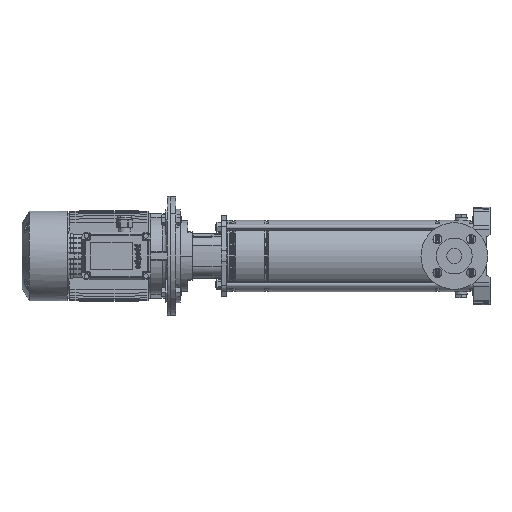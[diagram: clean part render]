
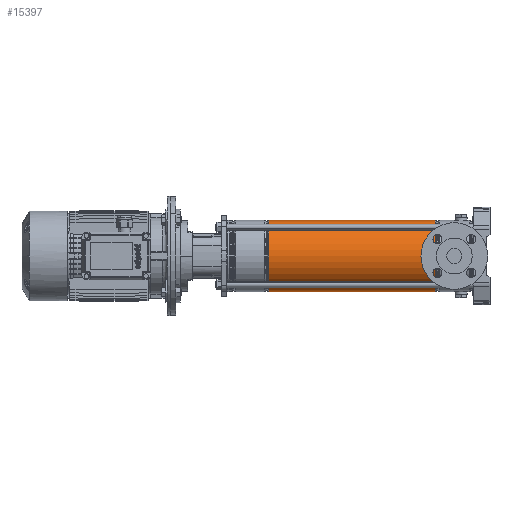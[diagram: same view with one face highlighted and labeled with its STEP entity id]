
A CAD part, left-side view. The second image highlights one B-rep face of the part: STEP entity #15397.
In plain terms, the highlighted cylindrical face has radius 74.9 mm (diameter 149.8 mm), a partial arc.
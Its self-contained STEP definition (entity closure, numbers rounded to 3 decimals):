
#852 = CIRCLE ( 'NONE', #11538, 74.9 ) ;
#1050 = DIRECTION ( 'NONE',  ( 0., 0., -1. ) ) ;
#1077 = LINE ( 'NONE', #41239, #38162 ) ;
#4707 = LINE ( 'NONE', #44143, #12068 ) ;
#6947 = EDGE_LOOP ( 'NONE', ( #58062, #66674, #17856, #46348 ) ) ;
#7104 = CARTESIAN_POINT ( 'NONE',  ( 0., 0., 87.279 ) ) ;
#10270 = DIRECTION ( 'NONE',  ( 0., 0., -1. ) ) ;
#10534 = AXIS2_PLACEMENT_3D ( 'NONE', #49699, #10270, #16594 ) ;
#11443 = DIRECTION ( 'NONE',  ( 1., 0., 0. ) ) ;
#11538 = AXIS2_PLACEMENT_3D ( 'NONE', #46055, #1050, #11443 ) ;
#12068 = VECTOR ( 'NONE', #34439, 1000. ) ;
#13848 = CIRCLE ( 'NONE', #19805, 74.9 ) ;
#14048 = EDGE_CURVE ( 'NONE', #52836, #29737, #852, .T. ) ;
#15397 = ADVANCED_FACE ( 'NONE', ( #38187 ), #60874, .T. ) ;
#16594 = DIRECTION ( 'NONE',  ( -1., 0., 0. ) ) ;
#17787 = DIRECTION ( 'NONE',  ( 0., 0., -1. ) ) ;
#17856 = ORIENTED_EDGE ( 'NONE', *, *, #64269, .T. ) ;
#19805 = AXIS2_PLACEMENT_3D ( 'NONE', #7104, #58423, #24222 ) ;
#23686 = CARTESIAN_POINT ( 'NONE',  ( -74.9, 0., 87.279 ) ) ;
#24222 = DIRECTION ( 'NONE',  ( 1., 0., 0. ) ) ;
#25788 = VERTEX_POINT ( 'NONE', #40365 ) ;
#29737 = VERTEX_POINT ( 'NONE', #37116 ) ;
#34439 = DIRECTION ( 'NONE',  ( 0., 0., -1. ) ) ;
#35152 = EDGE_CURVE ( 'NONE', #29737, #25788, #1077, .T. ) ;
#35476 = EDGE_CURVE ( 'NONE', #52836, #40732, #4707, .T. ) ;
#37116 = CARTESIAN_POINT ( 'NONE',  ( 74.9, 0., 436.721 ) ) ;
#38162 = VECTOR ( 'NONE', #17787, 1000. ) ;
#38187 = FACE_OUTER_BOUND ( 'NONE', #6947, .T. ) ;
#40365 = CARTESIAN_POINT ( 'NONE',  ( 74.9, 0., 87.279 ) ) ;
#40732 = VERTEX_POINT ( 'NONE', #23686 ) ;
#41239 = CARTESIAN_POINT ( 'NONE',  ( 74.9, 0., 0. ) ) ;
#41526 = CARTESIAN_POINT ( 'NONE',  ( -74.9, 0., 436.721 ) ) ;
#44143 = CARTESIAN_POINT ( 'NONE',  ( -74.9, 0., 0. ) ) ;
#46055 = CARTESIAN_POINT ( 'NONE',  ( 0., 0., 436.721 ) ) ;
#46348 = ORIENTED_EDGE ( 'NONE', *, *, #35476, .F. ) ;
#49699 = CARTESIAN_POINT ( 'NONE',  ( 0., 0., 0. ) ) ;
#52836 = VERTEX_POINT ( 'NONE', #41526 ) ;
#58062 = ORIENTED_EDGE ( 'NONE', *, *, #14048, .T. ) ;
#58423 = DIRECTION ( 'NONE',  ( 0., 0., 1. ) ) ;
#60874 = CYLINDRICAL_SURFACE ( 'NONE', #10534, 74.9 ) ;
#64269 = EDGE_CURVE ( 'NONE', #25788, #40732, #13848, .T. ) ;
#66674 = ORIENTED_EDGE ( 'NONE', *, *, #35152, .T. ) ;
